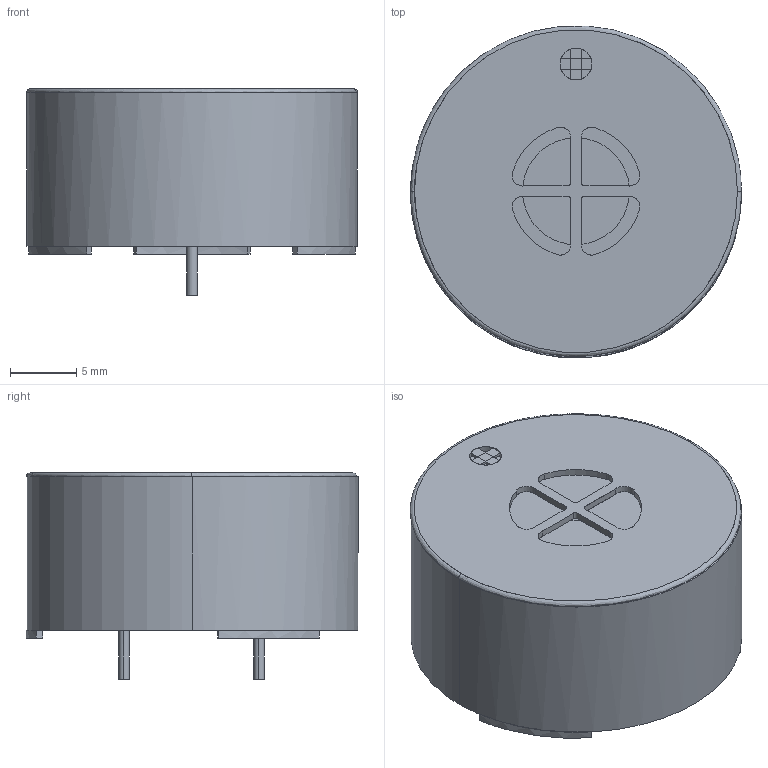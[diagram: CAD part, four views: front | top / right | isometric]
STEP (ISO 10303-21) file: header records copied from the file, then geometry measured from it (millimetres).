
FILE_DESCRIPTION(/* description */ (''),/* implementation_level */ '2;1');
FILE_NAME(/* name */ 'TMX-12H',/* time_stamp */ '2013-06-22T09:05:35+02:00',/* author */ (''),/* organization */ (''),/* preprocessor_version */ 'ST-DEVELOPER v14',/* originating_system */ '',/* authorisation */ '');
FILE_SCHEMA (('AUTOMOTIVE_DESIGN'));
Length unit declared in the file: millimetre
Products named in the file (1): Document
Bounding box: 25 x 25.08 x 15.6 mm (x, y, z)
Volume: 456.9 mm3; surface area: 4071.2 mm2
Topology: 17 solids, 48 shells, 150 faces, 426 edges, 323 vertices
Faces by surface type: bspline 99, plane 51
Entity records: 11600 total; most frequent: CARTESIAN_POINT 6349, B_SPLINE_CURVE_WITH_KNOTS 865, ORIENTED_EDGE 663, PCURVE 663, DEFINITIONAL_REPRESENTATION 663, SURFACE_CURVE 410, EDGE_CURVE 410, VERTEX_POINT 323
